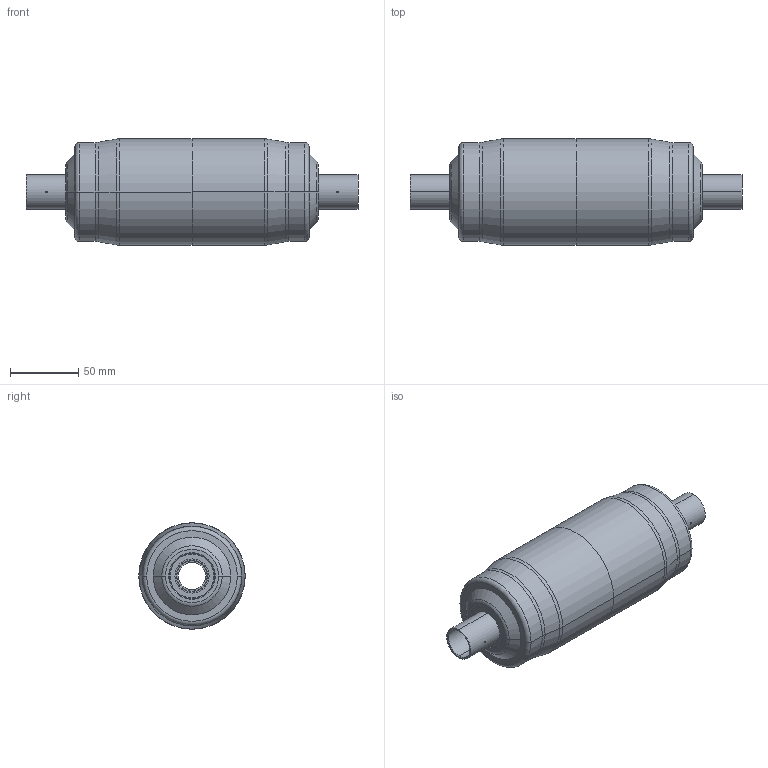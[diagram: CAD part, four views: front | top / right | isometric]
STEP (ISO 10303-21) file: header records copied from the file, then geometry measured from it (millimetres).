
FILE_DESCRIPTION (( 'STEP AP203' ), '1' );
FILE_NAME ('SDXB-307S.STEP', '2024-01-23T08:56:56', ( '' ), ( '' ), 'SwSTEP 2.0', 'SolidWorks 2022', '' );
FILE_SCHEMA (( 'CONFIG_CONTROL_DESIGN' ));
Length unit declared in the file: millimetre
Products named in the file (4): 745-3001-307; SDXB-307S; 875-XX-14-030; 738-3001-307
Assembly tree (4 placements, depth 3):
  SDXB-307S
    745-3001-307  x2
      738-3001-307
      875-XX-14-030
Bounding box: 243.4 x 78 x 78 mm (x, y, z)
Volume: 88016.8 mm3; surface area: 106961.8 mm2
Topology: 4 solids, 4 shells, 144 faces, 304 edges, 176 vertices
Faces by surface type: torus 56, cylinder 36, cone 28, plane 20, sphere 4
Entity records: 2394 total; most frequent: DIRECTION 412, CARTESIAN_POINT 348, ORIENTED_EDGE 292, AXIS2_PLACEMENT_3D 190, EDGE_CURVE 146, CIRCLE 110, VERTEX_POINT 86, EDGE_LOOP 84
